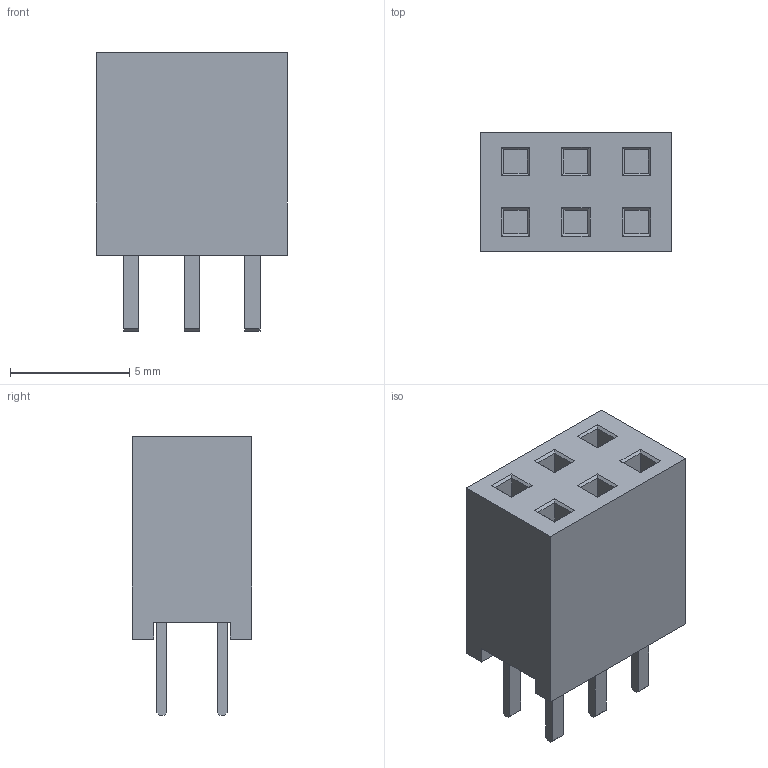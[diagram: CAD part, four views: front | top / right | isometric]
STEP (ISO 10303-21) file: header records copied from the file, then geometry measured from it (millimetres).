
FILE_DESCRIPTION(/* description */ ('Designed by EasyEDA Pro'),/* implementation_level */ '2;1');
FILE_NAME(/* name */ 'PM_2.54_2X3P_LH.step',/* time_stamp */ '2025-03-27T15:03:30+08:00',/* author */ (''),/* organization */ (''),/* preprocessor_version */ 'ST-DEVELOPER v20.1',/* originating_system */ 'Autodesk Translation Framework v14.4.0.0',/* authorisation */ '');
FILE_SCHEMA (('AUTOMOTIVE_DESIGN { 1 0 10303 214 3 1 1 }'));
Length unit declared in the file: millimetre
Products named in the file (3): gxnN-PCBModel; gxnN-Board; gxnN-U1-HDR-TH_6P-P2.54-V-F-R2-C3-S2.54
Assembly tree (2 placements, depth 2):
  gxnN-PCBModel
    gxnN-Board
    gxnN-U1-HDR-TH_6P-P2.54-V-F-R2-C3-S2.54
Bounding box: 8.03 x 5 x 11.7 mm (x, y, z)
Volume: 316.7 mm3; surface area: 404.3 mm2
Topology: 1 solids, 1 shells, 390 faces, 1026 edges, 676 vertices
Faces by surface type: plane 276, bspline 114
Entity records: 13685 total; most frequent: CARTESIAN_POINT 4195, ORIENTED_EDGE 2052, DIRECTION 1528, EDGE_CURVE 1026, LINE 798, VECTOR 798, VERTEX_POINT 676, EDGE_LOOP 428
